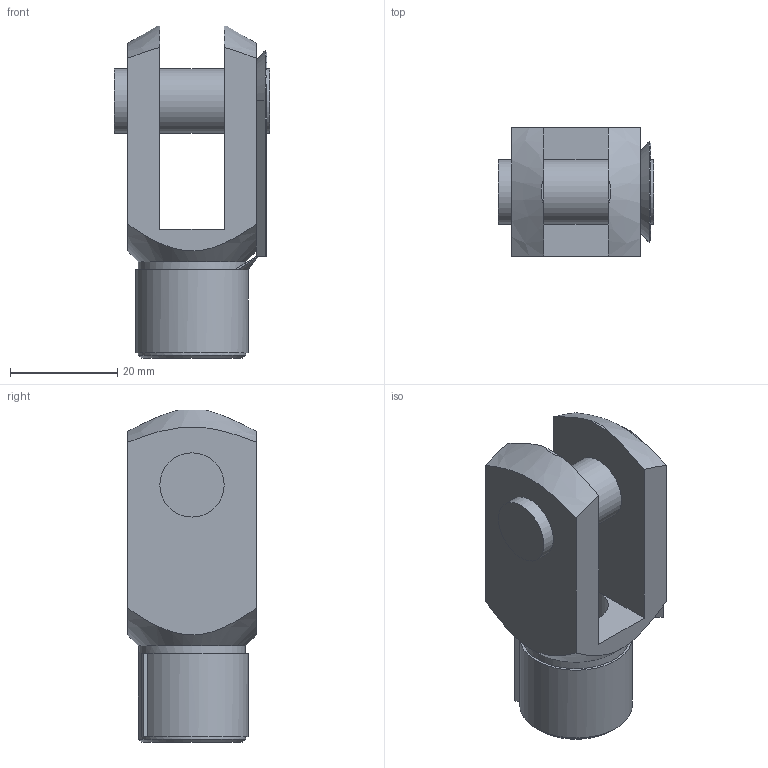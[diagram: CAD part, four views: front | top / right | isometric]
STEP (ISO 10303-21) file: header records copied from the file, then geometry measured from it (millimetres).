
FILE_DESCRIPTION (( 'STEP AP214' ), '1' );
FILE_NAME ('RK-SCR2-E02.STEP', '2025-05-12T17:03:18', ( '' ), ( '' ), 'SwSTEP 2.0', 'SolidWorks 2023', '' );
FILE_SCHEMA (( 'AUTOMOTIVE_DESIGN' ));
Length unit declared in the file: millimetre
Products named in the file (2): 1320.40.13_1F; RK-SCR2-E02
Assembly tree (1 placements, depth 2):
  RK-SCR2-E02
    1320.40.13_1F
Bounding box: 29 x 24 x 62 mm (x, y, z)
Volume: 18623.6 mm3; surface area: 8610.7 mm2
Topology: 1 solids, 1 shells, 52 faces, 133 edges, 82 vertices
Faces by surface type: plane 34, cone 7, cylinder 7, bspline 4
Full cylindrical faces by diameter (mm): 12 x3, 20 x1
Entity records: 1614 total; most frequent: CARTESIAN_POINT 397, ORIENTED_EDGE 242, DIRECTION 235, EDGE_CURVE 121, AXIS2_PLACEMENT_3D 81, VERTEX_POINT 79, LINE 73, VECTOR 73
